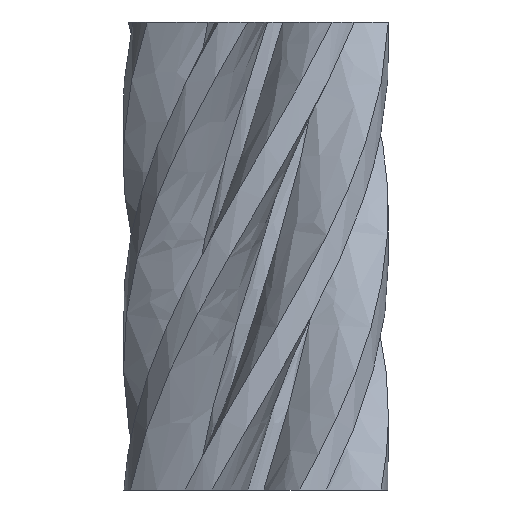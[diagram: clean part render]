
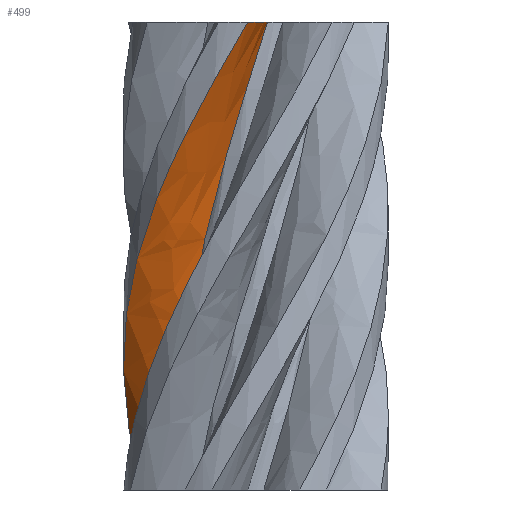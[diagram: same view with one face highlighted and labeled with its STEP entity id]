
A CAD part, front view. The second image highlights one B-rep face of the part: STEP entity #499.
In plain terms, the highlighted free-form (B-spline) face has degree [3, 3] with [4, 6] control points.
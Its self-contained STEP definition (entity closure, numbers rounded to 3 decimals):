
#40=FACE_OUTER_BOUND('',#70,.T.);
#70=EDGE_LOOP('',(#316,#317,#318,#319));
#99=B_SPLINE_CURVE_WITH_KNOTS('',3,(#650,#651,#652,#653,#654,#655),
 .UNSPECIFIED.,.F.,.F.,(4,1,1,4),(0.,0.591,1.183,
2.07),.UNSPECIFIED.);
#105=B_SPLINE_CURVE_WITH_KNOTS('',3,(#736,#737,#738,#739),.UNSPECIFIED.,
 .F.,.F.,(4,4),(0.,0.17),.UNSPECIFIED.);
#106=B_SPLINE_CURVE_WITH_KNOTS('',3,(#741,#742,#743,#744,#745,#746,#747,
#748,#749,#750),.UNSPECIFIED.,.F.,.F.,(4,3,3,4),(0.,1.031,2.062,
2.07),.UNSPECIFIED.);
#107=B_SPLINE_CURVE_WITH_KNOTS('',3,(#751,#752,#753,#754),.UNSPECIFIED.,
 .F.,.F.,(4,4),(0.,0.569),.UNSPECIFIED.);
#168=VERTEX_POINT('',#643);
#170=VERTEX_POINT('',#649);
#174=VERTEX_POINT('',#735);
#175=VERTEX_POINT('',#740);
#225=EDGE_CURVE('',#170,#168,#99,.T.);
#231=EDGE_CURVE('',#174,#168,#105,.T.);
#232=EDGE_CURVE('',#175,#174,#106,.T.);
#233=EDGE_CURVE('',#170,#175,#107,.T.);
#316=ORIENTED_EDGE('',*,*,#231,.F.);
#317=ORIENTED_EDGE('',*,*,#232,.F.);
#318=ORIENTED_EDGE('',*,*,#233,.F.);
#319=ORIENTED_EDGE('',*,*,#225,.T.);
#478=B_SPLINE_SURFACE_WITH_KNOTS('',3,3,((#711,#712,#713,#714,#715,#716),
(#717,#718,#719,#720,#721,#722),(#723,#724,#725,#726,#727,#728),(#729,#730,
#731,#732,#733,#734)),.UNSPECIFIED.,.F.,.F.,.F.,(4,4),(4,1,1,4),(0.,
0.569),(0.,0.591,1.183,2.07),
 .UNSPECIFIED.);
#499=ADVANCED_FACE('',(#40),#478,.F.);
#643=CARTESIAN_POINT('',(0.296,-1.804,12.));
#649=CARTESIAN_POINT('',(-1.726,0.604,0.));
#650=CARTESIAN_POINT('Ctrl Pts',(-1.726,0.604,0.));
#651=CARTESIAN_POINT('Ctrl Pts',(-1.845,0.264,1.143));
#652=CARTESIAN_POINT('Ctrl Pts',(-1.875,-0.487,3.429));
#653=CARTESIAN_POINT('Ctrl Pts',(-1.187,-1.616,7.429));
#654=CARTESIAN_POINT('Ctrl Pts',(-0.238,-1.892,10.286));
#655=CARTESIAN_POINT('Ctrl Pts',(0.296,-1.804,12.));
#711=CARTESIAN_POINT('Ctrl Pts',(-1.726,0.604,0.));
#712=CARTESIAN_POINT('Ctrl Pts',(-1.845,0.264,1.143));
#713=CARTESIAN_POINT('Ctrl Pts',(-1.875,-0.487,3.429));
#714=CARTESIAN_POINT('Ctrl Pts',(-1.187,-1.616,7.429));
#715=CARTESIAN_POINT('Ctrl Pts',(-0.238,-1.892,10.286));
#716=CARTESIAN_POINT('Ctrl Pts',(0.296,-1.804,12.));
#717=CARTESIAN_POINT('Ctrl Pts',(-2.215,0.885,0.));
#718=CARTESIAN_POINT('Ctrl Pts',(-2.389,0.449,1.143));
#719=CARTESIAN_POINT('Ctrl Pts',(-2.472,-0.528,3.429));
#720=CARTESIAN_POINT('Ctrl Pts',(-1.639,-2.038,7.429));
#721=CARTESIAN_POINT('Ctrl Pts',(-0.418,-2.453,10.286));
#722=CARTESIAN_POINT('Ctrl Pts',(0.283,-2.369,12.));
#723=CARTESIAN_POINT('Ctrl Pts',(-2.621,1.31,0.));
#724=CARTESIAN_POINT('Ctrl Pts',(-2.879,0.793,1.143));
#725=CARTESIAN_POINT('Ctrl Pts',(-3.08,-0.394,3.429));
#726=CARTESIAN_POINT('Ctrl Pts',(-2.214,-2.328,7.429));
#727=CARTESIAN_POINT('Ctrl Pts',(-0.761,-2.96,10.286));
#728=CARTESIAN_POINT('Ctrl Pts',(0.105,-2.928,12.));
#729=CARTESIAN_POINT('Ctrl Pts',(-2.882,1.811,0.));
#730=CARTESIAN_POINT('Ctrl Pts',(-3.239,1.243,1.143));
#731=CARTESIAN_POINT('Ctrl Pts',(-3.605,-0.106,3.429));
#732=CARTESIAN_POINT('Ctrl Pts',(-2.823,-2.441,7.429));
#733=CARTESIAN_POINT('Ctrl Pts',(-1.215,-3.335,10.286));
#734=CARTESIAN_POINT('Ctrl Pts',(-0.21,-3.397,12.));
#735=CARTESIAN_POINT('',(-0.21,-3.397,12.));
#736=CARTESIAN_POINT('Ctrl Pts',(-0.21,-3.397,12.));
#737=CARTESIAN_POINT('Ctrl Pts',(0.105,-2.928,12.));
#738=CARTESIAN_POINT('Ctrl Pts',(0.283,-2.369,12.));
#739=CARTESIAN_POINT('Ctrl Pts',(0.296,-1.804,12.));
#740=CARTESIAN_POINT('',(-2.882,1.811,0.));
#741=CARTESIAN_POINT('Ctrl Pts',(-2.882,1.811,0.));
#742=CARTESIAN_POINT('Ctrl Pts',(-3.504,0.82,1.992));
#743=CARTESIAN_POINT('Ctrl Pts',(-3.564,-0.498,3.984));
#744=CARTESIAN_POINT('Ctrl Pts',(-3.034,-1.541,5.976));
#745=CARTESIAN_POINT('Ctrl Pts',(-2.505,-2.584,7.969));
#746=CARTESIAN_POINT('Ctrl Pts',(-1.404,-3.313,9.961));
#747=CARTESIAN_POINT('Ctrl Pts',(-0.238,-3.395,11.953));
#748=CARTESIAN_POINT('Ctrl Pts',(-0.229,-3.396,11.969));
#749=CARTESIAN_POINT('Ctrl Pts',(-0.219,-3.396,11.984));
#750=CARTESIAN_POINT('Ctrl Pts',(-0.21,-3.397,12.));
#751=CARTESIAN_POINT('Ctrl Pts',(-1.726,0.604,0.));
#752=CARTESIAN_POINT('Ctrl Pts',(-2.215,0.885,0.));
#753=CARTESIAN_POINT('Ctrl Pts',(-2.621,1.31,0.));
#754=CARTESIAN_POINT('Ctrl Pts',(-2.882,1.811,0.));
